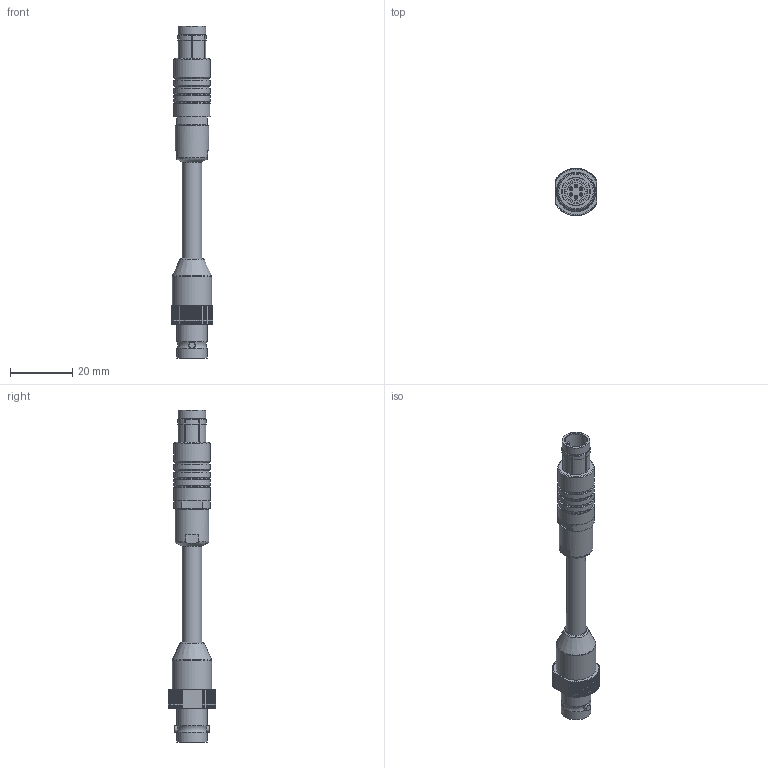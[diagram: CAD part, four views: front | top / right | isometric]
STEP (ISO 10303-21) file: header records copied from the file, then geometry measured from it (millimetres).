
FILE_DESCRIPTION(/* description */ (''),/* implementation_level */ '2;1');
FILE_NAME(/* name */ 'CMX2002.stp',/* time_stamp */ '2017-05-08T13:55:55-04:00',/* author */ ('aneininger'),/* organization */ (''),/* preprocessor_version */ 'ST-DEVELOPER v16.5',/* originating_system */ 'Autodesk Inventor 2017',/* authorisation */ '');
FILE_SCHEMA (('AUTOMOTIVE_DESIGN { 1 0 10303 214 3 1 1 }'));
Length unit declared in the file: inch
Products named in the file (1): CMX2002
Bounding box: 13.46 x 15.24 x 106.76 mm (x, y, z)
Volume: 7559 mm3; surface area: 5135.5 mm2
Topology: 1 solids, 1 shells, 327 faces, 857 edges, 563 vertices
Faces by surface type: plane 189, cylinder 106, cone 27, torus 4, sphere 1
Full cylindrical faces by diameter (mm): 0.762 x6, 1.168 x6, 2.032 x2, 2.095 x1, 3.614 x1, 6.223 x1, 6.985 x1, 7.061 x1, 7.62 x1, 7.797 x1, 8.382 x1, 8.941 x1, 9.652 x2, 9.779 x1, 10.82 x1, 11.176 x4, 11.862 x5, 12.7 x1
Entity records: 10225 total; most frequent: CARTESIAN_POINT 1821, DIRECTION 1692, ORIENTED_EDGE 1576, EDGE_CURVE 788, AXIS2_PLACEMENT_3D 582, VERTEX_POINT 552, LINE 528, VECTOR 528
